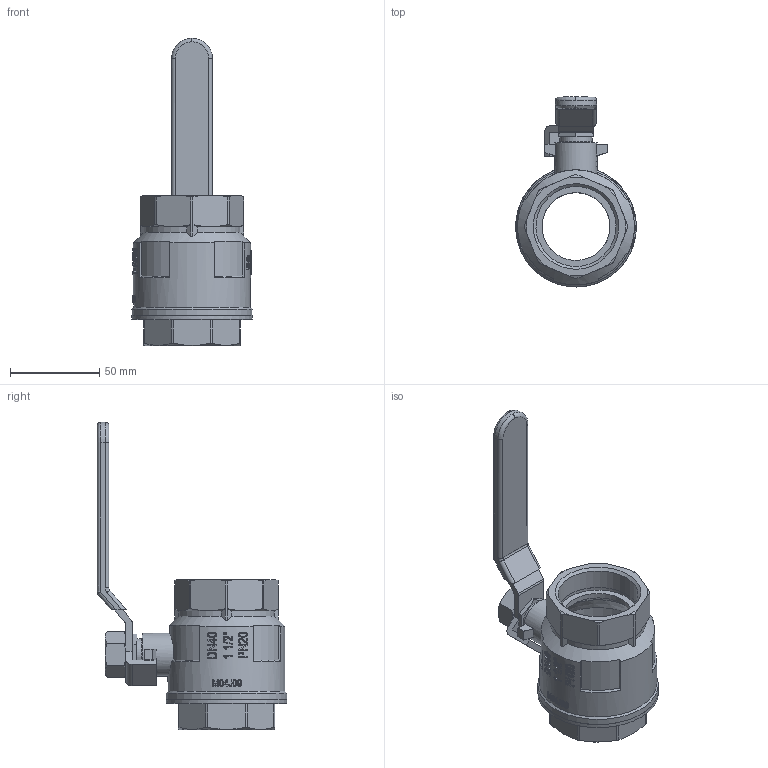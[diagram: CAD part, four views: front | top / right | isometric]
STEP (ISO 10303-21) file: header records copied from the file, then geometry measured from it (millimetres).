
FILE_DESCRIPTION(/* description */ ('Unknown','CAx-IF Rec.Pracs.---Representation and Presentation of Product Manufacturing Information (PMI)---4.0---2014-10-13','CAx-IF Rec.Pracs.---3D Tessellated Geometry---0.4---2014-09-14','2;1'),/* implementation_level */ '2;1');
FILE_NAME(/* name */ '600-08',/* time_stamp */ '2023-09-12T10:14:32+02:00',/* author */ ('Unknown'),/* organization */ ('Unknown'),/* preprocessor_version */ 'ST-DEVELOPER v18.102',/* originating_system */ 'Solid Edge',/* authorisation */ 'Unknown');
FILE_SCHEMA (('AP242_MANAGED_MODEL_BASED_3D_ENGINEERING_MIM_LF { 1 0 10303 442 1 1 4 }'));
Products named in the file (12): 600-1_1_2; Stahlgriff 1 1_4 - 1 1_2; Stahl-Griff-Ummantelung-1_1_4-1_1_2; Stahl-Griff-1_1_4-1_1_2; 600-1_1_2-Kvrper-co_oa_0; 600-1_1_2-Einschraubteil; 600-1_1_2-kvrper; 600.1_1_2-Spindel-co_oa_1; 600-1_1_2-stopfbuchse; 600-1_1_2-O-Ring; 600-1_1_2-Spindel; Mutter M12
Assembly tree (11 placements, depth 3):
  600-1_1_2
    Stahlgriff 1 1_4 - 1 1_2
      Stahl-Griff-Ummantelung-1_1_4-1_1_2
      Stahl-Griff-1_1_4-1_1_2
    600-1_1_2-Kvrper-co_oa_0
      600-1_1_2-Einschraubteil
      600-1_1_2-kvrper
    600.1_1_2-Spindel-co_oa_1
      600-1_1_2-stopfbuchse
      600-1_1_2-O-Ring
      600-1_1_2-Spindel
    Mutter M12
Bounding box: 67.49 x 106.05 x 172 mm (x, y, z)
Volume: 106491.2 mm3; surface area: 68145.3 mm2
Topology: 8 solids, 8 shells, 1338 faces, 3722 edges, 2473 vertices
Faces by surface type: plane 1142, cylinder 124, cone 58, bspline 10, torus 2, sphere 2
Full cylindrical faces by diameter (mm): 10 x1, 13 x1, 14 x2, 14.1 x1, 14.5 x1, 15 x1, 16 x1, 18 x1, 18.38 x1, 18.398 x1, 20 x1, 24 x1, 38 x2, 44.845 x3, 44.865 x1, 48 x2, 59.5 x1, 61 x2, 61.5 x1, 65.5 x1, 67.5 x2
Entity records: 56378 total; most frequent: CARTESIAN_POINT 12105, DIRECTION 8233, ORIENTED_EDGE 7326, EDGE_CURVE 3663, AXIS2_PLACEMENT_3D 3344, VERTEX_POINT 2462, ELLIPSE 1594, LINE 1545
